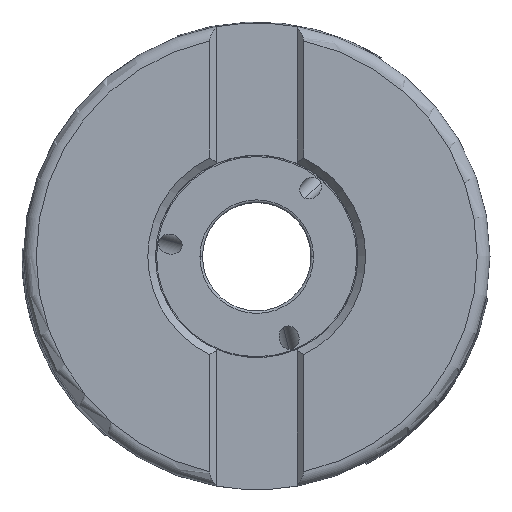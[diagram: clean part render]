
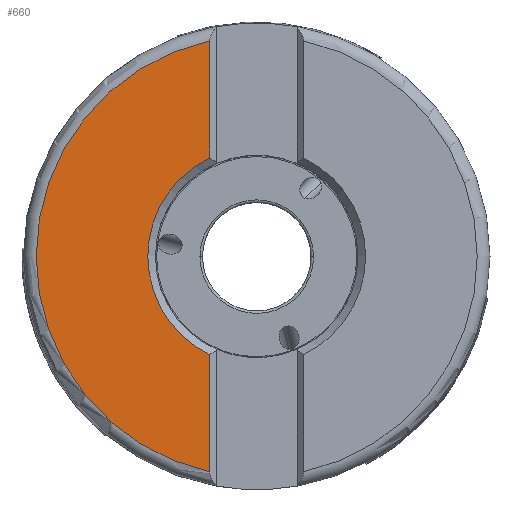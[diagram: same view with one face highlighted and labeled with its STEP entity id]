
A CAD part, top view. The second image highlights one B-rep face of the part: STEP entity #660.
In plain terms, the highlighted planar face has unit normal (0, 0, 1).
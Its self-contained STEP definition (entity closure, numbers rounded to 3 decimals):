
#328=PLANE('',#9396);
#660=ADVANCED_FACE('',(#1287),#328,.T.);
#1287=FACE_OUTER_BOUND('',#1733,.T.);
#1733=EDGE_LOOP('',(#4771,#4772,#4773,#4774,#4775,#4776));
#1996=LINE('',#14125,#2367);
#1997=LINE('',#14211,#2368);
#2367=VECTOR('',#10356,1.);
#2368=VECTOR('',#10367,1.);
#4771=ORIENTED_EDGE('',*,*,#6993,.F.);
#4772=ORIENTED_EDGE('',*,*,#6992,.F.);
#4773=ORIENTED_EDGE('',*,*,#6981,.T.);
#4774=ORIENTED_EDGE('',*,*,#6985,.F.);
#4775=ORIENTED_EDGE('',*,*,#6984,.F.);
#4776=ORIENTED_EDGE('',*,*,#6989,.T.);
#5967=VERTEX_POINT('',#14126);
#5968=VERTEX_POINT('',#14127);
#5969=VERTEX_POINT('',#14164);
#5970=VERTEX_POINT('',#14165);
#5973=VERTEX_POINT('',#14212);
#5975=VERTEX_POINT('',#14221);
#6981=EDGE_CURVE('',#5967,#5968,#1996,.T.);
#6984=EDGE_CURVE('',#5969,#5970,#8141,.T.);
#6985=EDGE_CURVE('',#5970,#5968,#8142,.T.);
#6989=EDGE_CURVE('',#5969,#5973,#1997,.T.);
#6992=EDGE_CURVE('',#5967,#5975,#8144,.T.);
#6993=EDGE_CURVE('',#5975,#5973,#8145,.T.);
#8141=CIRCLE('',#8958,34.575);
#8142=CIRCLE('',#8959,34.575);
#8144=CIRCLE('',#8963,17.075);
#8145=CIRCLE('',#8964,17.075);
#8958=AXIS2_PLACEMENT_3D('',#14163,#10359,#10360);
#8959=AXIS2_PLACEMENT_3D('',#14166,#10361,#10362);
#8963=AXIS2_PLACEMENT_3D('',#14220,#10371,#10372);
#8964=AXIS2_PLACEMENT_3D('',#14222,#10373,#10374);
#9396=AXIS2_PLACEMENT_3D('',#17320,#11388,#11389);
#10356=DIRECTION('',(0.,1.,0.));
#10359=DIRECTION('',(0.,0.,-1.));
#10360=DIRECTION('',(-0.213,-0.977,0.));
#10361=DIRECTION('',(0.,0.,-1.));
#10362=DIRECTION('',(-1.,0.001,0.));
#10367=DIRECTION('',(0.,1.,0.));
#10371=DIRECTION('',(0.,0.,1.));
#10372=DIRECTION('',(-0.43,0.903,0.));
#10373=DIRECTION('',(0.,0.,1.));
#10374=DIRECTION('',(-1.,0.,0.));
#11388=DIRECTION('',(0.,0.,1.));
#11389=DIRECTION('',(1.,0.,0.));
#14125=CARTESIAN_POINT('',(-7.35,15.412,0.));
#14126=CARTESIAN_POINT('',(-7.35,15.412,0.));
#14127=CARTESIAN_POINT('',(-7.35,33.785,0.));
#14163=CARTESIAN_POINT('',(0.,0.,0.));
#14164=CARTESIAN_POINT('',(-7.35,-33.785,0.));
#14165=CARTESIAN_POINT('',(-34.575,0.021,0.));
#14166=CARTESIAN_POINT('',(0.,0.,0.));
#14211=CARTESIAN_POINT('',(-7.35,-33.785,0.));
#14212=CARTESIAN_POINT('',(-7.35,-15.412,0.));
#14220=CARTESIAN_POINT('',(0.,0.,0.));
#14221=CARTESIAN_POINT('',(-17.075,0.,0.));
#14222=CARTESIAN_POINT('',(0.,0.,0.));
#17320=CARTESIAN_POINT('',(-20.962,0.,0.));
